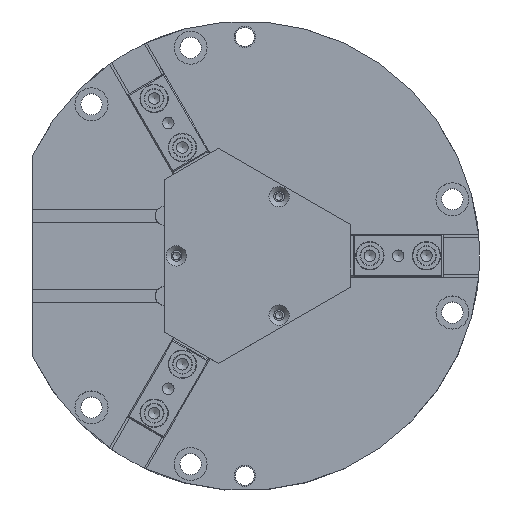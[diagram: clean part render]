
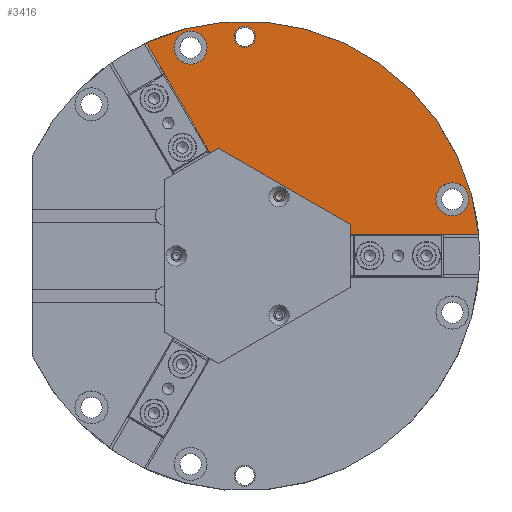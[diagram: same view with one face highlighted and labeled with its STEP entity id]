
A CAD part, top view. The second image highlights one B-rep face of the part: STEP entity #3416.
In plain terms, the highlighted planar face has unit normal (0, 0, 1).
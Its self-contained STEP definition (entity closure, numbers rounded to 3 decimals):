
#214=LINE('',#5668,#515);
#217=LINE('',#5674,#518);
#515=VECTOR('',#4597,10.);
#518=VECTOR('',#4602,10.);
#750=FACE_BOUND('',#1078,.T.);
#751=FACE_BOUND('',#1079,.T.);
#752=FACE_BOUND('',#1080,.T.);
#753=FACE_BOUND('',#1081,.T.);
#873=FACE_OUTER_BOUND('',#1077,.T.);
#1077=EDGE_LOOP('',(#2641,#2642,#2643,#2644));
#1078=EDGE_LOOP('',(#2645,#2646));
#1079=EDGE_LOOP('',(#2647,#2648));
#1080=EDGE_LOOP('',(#2649,#2650));
#1081=EDGE_LOOP('',(#2651,#2652));
#1228=CIRCLE('',#3646,7.);
#1229=CIRCLE('',#3647,7.);
#1240=CIRCLE('',#3664,7.);
#1241=CIRCLE('',#3665,7.);
#1307=CIRCLE('',#3767,1.621);
#1308=CIRCLE('',#3768,1.621);
#1327=CIRCLE('',#3808,4.5);
#1328=CIRCLE('',#3809,4.5);
#1341=CIRCLE('',#3827,25.);
#1359=CIRCLE('',#3860,99.5);
#1415=VERTEX_POINT('',#5138);
#1416=VERTEX_POINT('',#5139);
#1427=VERTEX_POINT('',#5172);
#1428=VERTEX_POINT('',#5173);
#1505=VERTEX_POINT('',#5384);
#1506=VERTEX_POINT('',#5385);
#1552=VERTEX_POINT('',#5518);
#1553=VERTEX_POINT('',#5519);
#1562=VERTEX_POINT('',#5546);
#1572=VERTEX_POINT('',#5566);
#1609=VERTEX_POINT('',#5667);
#1611=VERTEX_POINT('',#5673);
#1744=EDGE_CURVE('',#1415,#1416,#1228,.T.);
#1745=EDGE_CURVE('',#1416,#1415,#1229,.T.);
#1760=EDGE_CURVE('',#1427,#1428,#1240,.T.);
#1761=EDGE_CURVE('',#1428,#1427,#1241,.T.);
#1858=EDGE_CURVE('',#1505,#1506,#1307,.T.);
#1859=EDGE_CURVE('',#1506,#1505,#1308,.T.);
#1924=EDGE_CURVE('',#1552,#1553,#1327,.T.);
#1925=EDGE_CURVE('',#1553,#1552,#1328,.T.);
#1948=EDGE_CURVE('',#1562,#1572,#1341,.T.);
#1997=EDGE_CURVE('',#1609,#1562,#214,.T.);
#2000=EDGE_CURVE('',#1572,#1611,#217,.T.);
#2001=EDGE_CURVE('',#1611,#1609,#1359,.T.);
#2641=ORIENTED_EDGE('',*,*,#1948,.T.);
#2642=ORIENTED_EDGE('',*,*,#2000,.T.);
#2643=ORIENTED_EDGE('',*,*,#2001,.T.);
#2644=ORIENTED_EDGE('',*,*,#1997,.T.);
#2645=ORIENTED_EDGE('',*,*,#1744,.T.);
#2646=ORIENTED_EDGE('',*,*,#1745,.T.);
#2647=ORIENTED_EDGE('',*,*,#1760,.T.);
#2648=ORIENTED_EDGE('',*,*,#1761,.T.);
#2649=ORIENTED_EDGE('',*,*,#1858,.T.);
#2650=ORIENTED_EDGE('',*,*,#1859,.T.);
#2651=ORIENTED_EDGE('',*,*,#1924,.T.);
#2652=ORIENTED_EDGE('',*,*,#1925,.T.);
#3244=PLANE('',#3859);
#3416=ADVANCED_FACE('',(#873,#750,#751,#752,#753),#3244,.T.);
#3646=AXIS2_PLACEMENT_3D('',#5140,#4049,#4050);
#3647=AXIS2_PLACEMENT_3D('',#5141,#4051,#4052);
#3664=AXIS2_PLACEMENT_3D('',#5174,#4089,#4090);
#3665=AXIS2_PLACEMENT_3D('',#5175,#4091,#4092);
#3767=AXIS2_PLACEMENT_3D('',#5386,#4326,#4327);
#3768=AXIS2_PLACEMENT_3D('',#5387,#4328,#4329);
#3808=AXIS2_PLACEMENT_3D('',#5520,#4454,#4455);
#3809=AXIS2_PLACEMENT_3D('',#5521,#4456,#4457);
#3827=AXIS2_PLACEMENT_3D('',#5568,#4502,#4503);
#3859=AXIS2_PLACEMENT_3D('',#5672,#4600,#4601);
#3860=AXIS2_PLACEMENT_3D('',#5675,#4603,#4604);
#4049=DIRECTION('center_axis',(0.,0.,-1.));
#4050=DIRECTION('ref_axis',(1.,0.,0.));
#4051=DIRECTION('center_axis',(0.,0.,-1.));
#4052=DIRECTION('ref_axis',(1.,0.,0.));
#4089=DIRECTION('center_axis',(0.,0.,-1.));
#4090=DIRECTION('ref_axis',(1.,0.,0.));
#4091=DIRECTION('center_axis',(0.,0.,-1.));
#4092=DIRECTION('ref_axis',(1.,0.,0.));
#4326=DIRECTION('center_axis',(0.,0.,-1.));
#4327=DIRECTION('ref_axis',(1.,0.,0.));
#4328=DIRECTION('center_axis',(0.,0.,-1.));
#4329=DIRECTION('ref_axis',(1.,0.,0.));
#4454=DIRECTION('center_axis',(0.,0.,-1.));
#4455=DIRECTION('ref_axis',(1.,0.,0.));
#4456=DIRECTION('center_axis',(0.,0.,-1.));
#4457=DIRECTION('ref_axis',(1.,0.,0.));
#4502=DIRECTION('center_axis',(0.,0.,-1.));
#4503=DIRECTION('ref_axis',(-1.,0.,0.));
#4597=DIRECTION('',(0.5,-0.866,0.));
#4600=DIRECTION('center_axis',(0.,0.,1.));
#4601=DIRECTION('ref_axis',(1.,0.,0.));
#4602=DIRECTION('',(1.,0.,0.));
#4603=DIRECTION('center_axis',(0.,0.,1.));
#4604=DIRECTION('ref_axis',(-0.905,-0.426,0.));
#5138=CARTESIAN_POINT('',(95.,24.,26.));
#5139=CARTESIAN_POINT('',(81.,24.,26.));
#5140=CARTESIAN_POINT('Origin',(88.,24.,26.));
#5141=CARTESIAN_POINT('Origin',(88.,24.,26.));
#5172=CARTESIAN_POINT('',(-16.,88.25,26.));
#5173=CARTESIAN_POINT('',(-30.,88.25,26.));
#5174=CARTESIAN_POINT('Origin',(-23.,88.25,26.));
#5175=CARTESIAN_POINT('Origin',(-23.,88.25,26.));
#5384=CARTESIAN_POINT('',(16.121,25.115,26.));
#5385=CARTESIAN_POINT('',(12.879,25.115,26.));
#5386=CARTESIAN_POINT('Origin',(14.5,25.115,26.));
#5387=CARTESIAN_POINT('Origin',(14.5,25.115,26.));
#5518=CARTESIAN_POINT('',(4.5,92.852,26.));
#5519=CARTESIAN_POINT('',(-4.5,92.852,26.));
#5520=CARTESIAN_POINT('Origin',(0.,92.852,26.));
#5521=CARTESIAN_POINT('Origin',(0.,92.852,26.));
#5546=CARTESIAN_POINT('',(-3.868,24.699,26.));
#5566=CARTESIAN_POINT('',(23.324,9.,26.));
#5568=CARTESIAN_POINT('Origin',(0.,0.,26.));
#5667=CARTESIAN_POINT('',(-41.752,90.316,26.));
#5668=CARTESIAN_POINT('',(7.46,5.079,26.));
#5672=CARTESIAN_POINT('Origin',(-2.674,0.,
26.));
#5673=CARTESIAN_POINT('',(99.092,9.,26.));
#5674=CARTESIAN_POINT('',(-1.337,9.,26.));
#5675=CARTESIAN_POINT('Origin',(0.,0.,26.));
